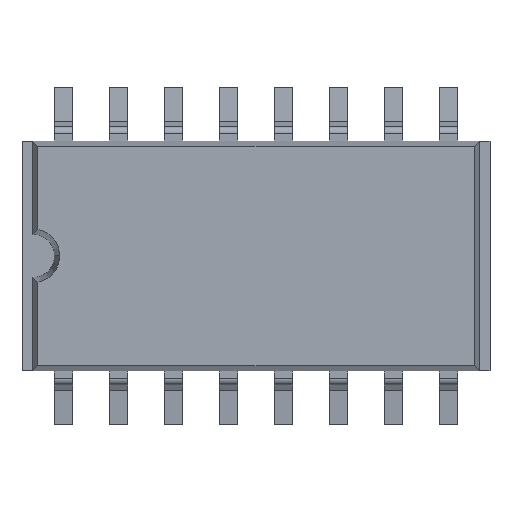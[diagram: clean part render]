
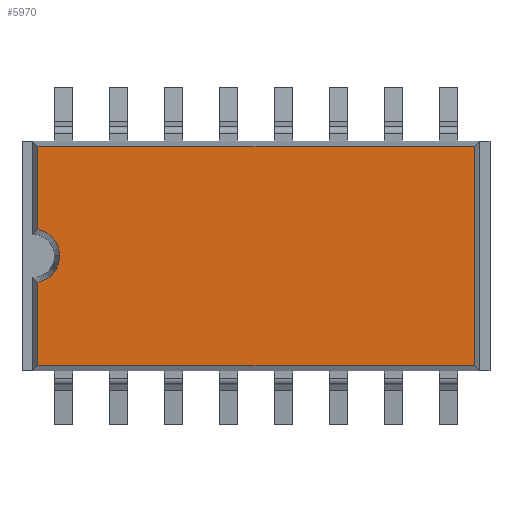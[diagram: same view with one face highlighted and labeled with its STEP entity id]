
A CAD part, top view. The second image highlights one B-rep face of the part: STEP entity #5970.
In plain terms, the highlighted planar face has unit normal (0, 0, 1).
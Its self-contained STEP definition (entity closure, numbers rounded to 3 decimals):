
#68 = EDGE_CURVE ( 'NONE', #242, #2570, #4371, .T. ) ;
#242 = VERTEX_POINT ( 'NONE', #874 ) ;
#426 = DIRECTION ( 'NONE',  ( -1., 0., 0. ) ) ;
#874 = CARTESIAN_POINT ( 'NONE',  ( 5.031, -2.531, 1.6 ) ) ;
#875 = DIRECTION ( 'NONE',  ( 0., 0., -1. ) ) ;
#932 = ORIENTED_EDGE ( 'NONE', *, *, #68, .T. ) ;
#1083 = EDGE_CURVE ( 'NONE', #3161, #5183, #5507, .T. ) ;
#1137 = CARTESIAN_POINT ( 'NONE',  ( -5.031, -0.607, 1.6 ) ) ;
#1198 = CARTESIAN_POINT ( 'NONE',  ( 5.031, 2.531, 1.6 ) ) ;
#1443 = PLANE ( 'NONE',  #6986 ) ;
#1459 = CARTESIAN_POINT ( 'NONE',  ( 5.031, 2.65, 1.6 ) ) ;
#1809 = LINE ( 'NONE', #5407, #3711 ) ;
#2085 = DIRECTION ( 'NONE',  ( 0., 1., 0. ) ) ;
#2174 = DIRECTION ( 'NONE',  ( 0., 1., 0. ) ) ;
#2184 = DIRECTION ( 'NONE',  ( 0., 1., 0. ) ) ;
#2300 = FACE_OUTER_BOUND ( 'NONE', #8485, .T. ) ;
#2570 = VERTEX_POINT ( 'NONE', #1198 ) ;
#2621 = CARTESIAN_POINT ( 'NONE',  ( -5.031, 0.607, 1.6 ) ) ;
#3114 = CARTESIAN_POINT ( 'NONE',  ( -5.031, 2.65, 1.6 ) ) ;
#3161 = VERTEX_POINT ( 'NONE', #2621 ) ;
#3239 = VECTOR ( 'NONE', #3826, 1000. ) ;
#3458 = LINE ( 'NONE', #3114, #3239 ) ;
#3483 = AXIS2_PLACEMENT_3D ( 'NONE', #5156, #875, #5864 ) ;
#3580 = ORIENTED_EDGE ( 'NONE', *, *, #1083, .T. ) ;
#3696 = CIRCLE ( 'NONE', #3483, 0.619 ) ;
#3711 = VECTOR ( 'NONE', #426, 1000. ) ;
#3814 = CARTESIAN_POINT ( 'NONE',  ( -5.031, 2.65, 1.6 ) ) ;
#3826 = DIRECTION ( 'NONE',  ( 0., -1., 0. ) ) ;
#3835 = CARTESIAN_POINT ( 'NONE',  ( -5.031, -2.531, 1.6 ) ) ;
#4020 = AXIS2_PLACEMENT_3D ( 'NONE', #5622, #6296, #2085 ) ;
#4199 = EDGE_CURVE ( 'NONE', #2570, #6092, #1809, .T. ) ;
#4371 = LINE ( 'NONE', #1459, #6247 ) ;
#4410 = CARTESIAN_POINT ( 'NONE',  ( -5.031, 2.531, 1.6 ) ) ;
#4798 = LINE ( 'NONE', #3814, #8546 ) ;
#4944 = EDGE_CURVE ( 'NONE', #5183, #8258, #3696, .T. ) ;
#5156 = CARTESIAN_POINT ( 'NONE',  ( -5.15, 0., 1.6 ) ) ;
#5183 = VERTEX_POINT ( 'NONE', #5411 ) ;
#5407 = CARTESIAN_POINT ( 'NONE',  ( 5.15, 2.531, 1.6 ) ) ;
#5411 = CARTESIAN_POINT ( 'NONE',  ( -4.531, 0., 1.6 ) ) ;
#5460 = VECTOR ( 'NONE', #7711, 1000. ) ;
#5507 = CIRCLE ( 'NONE', #4020, 0.619 ) ;
#5611 = VERTEX_POINT ( 'NONE', #3835 ) ;
#5622 = CARTESIAN_POINT ( 'NONE',  ( -5.15, 0., 1.6 ) ) ;
#5694 = ORIENTED_EDGE ( 'NONE', *, *, #7911, .T. ) ;
#5711 = CARTESIAN_POINT ( 'NONE',  ( 5.15, 2.65, 1.6 ) ) ;
#5864 = DIRECTION ( 'NONE',  ( 0., 1., 0. ) ) ;
#5937 = ORIENTED_EDGE ( 'NONE', *, *, #7382, .T. ) ;
#5970 = ADVANCED_FACE ( 'NONE', ( #2300 ), #1443, .F. ) ;
#6092 = VERTEX_POINT ( 'NONE', #4410 ) ;
#6233 = CARTESIAN_POINT ( 'NONE',  ( 5.15, -2.531, 1.6 ) ) ;
#6247 = VECTOR ( 'NONE', #2184, 1000. ) ;
#6296 = DIRECTION ( 'NONE',  ( 0., 0., -1. ) ) ;
#6370 = ORIENTED_EDGE ( 'NONE', *, *, #8997, .T. ) ;
#6400 = DIRECTION ( 'NONE',  ( 0., 0., -1. ) ) ;
#6986 = AXIS2_PLACEMENT_3D ( 'NONE', #5711, #6400, #2174 ) ;
#7024 = ORIENTED_EDGE ( 'NONE', *, *, #4199, .T. ) ;
#7340 = LINE ( 'NONE', #6233, #5460 ) ;
#7382 = EDGE_CURVE ( 'NONE', #8258, #5611, #3458, .T. ) ;
#7522 = ORIENTED_EDGE ( 'NONE', *, *, #4944, .T. ) ;
#7711 = DIRECTION ( 'NONE',  ( 1., 0., 0. ) ) ;
#7911 = EDGE_CURVE ( 'NONE', #6092, #3161, #4798, .T. ) ;
#8258 = VERTEX_POINT ( 'NONE', #1137 ) ;
#8485 = EDGE_LOOP ( 'NONE', ( #5694, #3580, #7522, #5937, #6370, #932, #7024 ) ) ;
#8546 = VECTOR ( 'NONE', #8759, 1000. ) ;
#8759 = DIRECTION ( 'NONE',  ( 0., -1., 0. ) ) ;
#8997 = EDGE_CURVE ( 'NONE', #5611, #242, #7340, .T. ) ;
